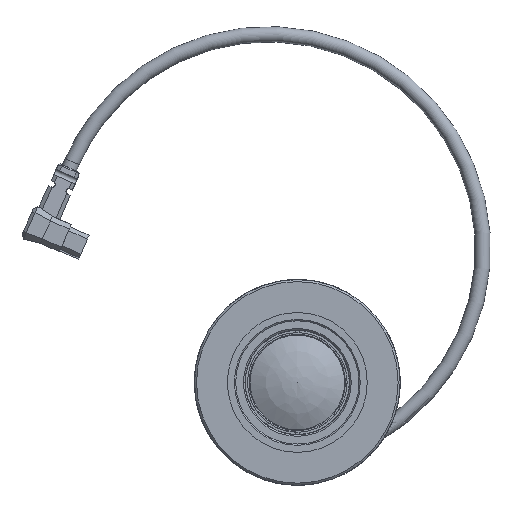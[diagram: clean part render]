
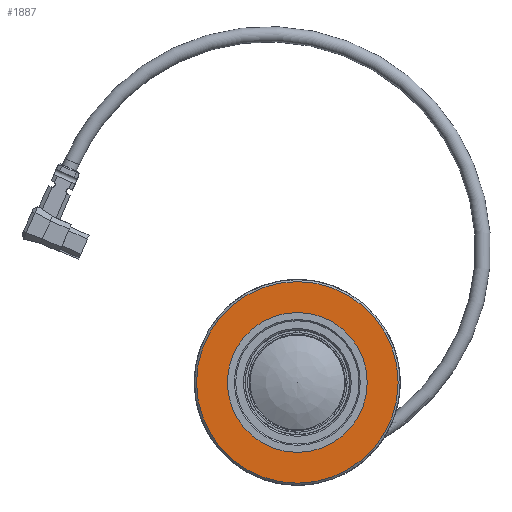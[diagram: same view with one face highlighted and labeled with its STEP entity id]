
A CAD part, left-side view. The second image highlights one B-rep face of the part: STEP entity #1887.
In plain terms, the highlighted planar face has unit normal (-1, 0, 0).
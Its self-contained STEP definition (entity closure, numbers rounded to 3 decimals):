
#383=FACE_BOUND('',#3195,.T.);
#384=FACE_BOUND('',#3196,.T.);
#1497=PLANE('',#12669);
#1887=ADVANCED_FACE('BCT_REF_132402',(#383,#384),#1497,.F.);
#3195=EDGE_LOOP('',(#6192));
#3196=EDGE_LOOP('',(#6193));
#6192=ORIENTED_EDGE('',*,*,#10707,.F.);
#6193=ORIENTED_EDGE('',*,*,#10706,.T.);
#9111=VERTEX_POINT('',#18393);
#9112=VERTEX_POINT('',#18396);
#10706=EDGE_CURVE('',#9111,#9111,#12133,.T.);
#10707=EDGE_CURVE('BCT_REF_125861',#9112,#9112,#12134,.T.);
#12133=CIRCLE('',#12664,24.5);
#12134=CIRCLE('',#12666,15.7);
#12664=AXIS2_PLACEMENT_3D('',#18392,#14308,#14309);
#12666=AXIS2_PLACEMENT_3D('',#18395,#14312,#14313);
#12669=AXIS2_PLACEMENT_3D('',#18400,#14318,#14319);
#14308=DIRECTION('',(-1.,0.,0.));
#14309=DIRECTION('',(0.,-0.866,0.5));
#14312=DIRECTION('',(-1.,0.,0.));
#14313=DIRECTION('',(0.,-0.866,0.5));
#14318=DIRECTION('',(1.,0.,0.));
#14319=DIRECTION('',(0.,0.866,-0.5));
#18392=CARTESIAN_POINT('',(-23.903,0.,0.));
#18393=CARTESIAN_POINT('',(-23.903,-21.218,12.25));
#18395=CARTESIAN_POINT('',(-23.903,0.,0.));
#18396=CARTESIAN_POINT('',(-23.903,-13.597,7.85));
#18400=CARTESIAN_POINT('',(-23.903,12.25,21.218));
